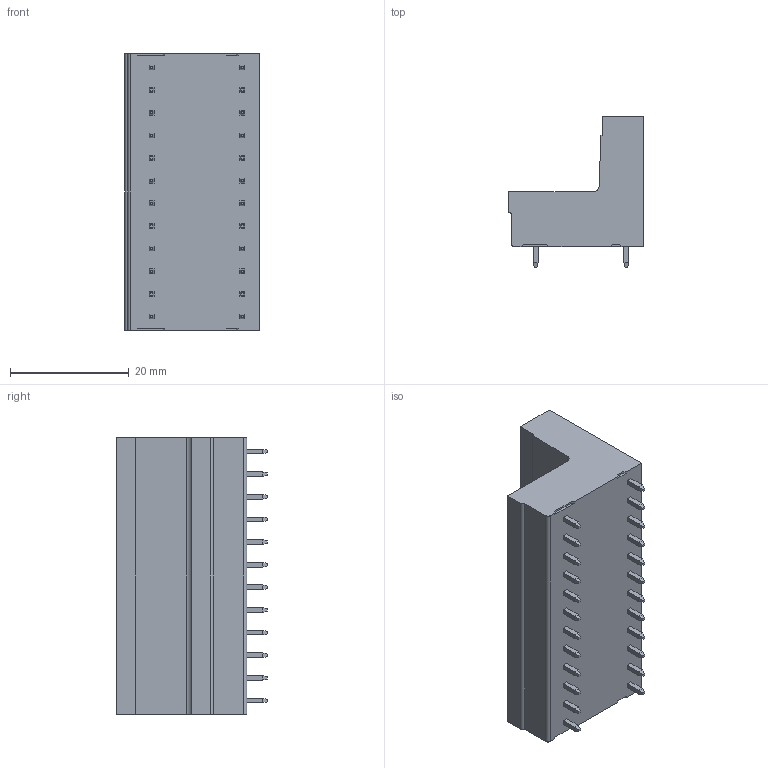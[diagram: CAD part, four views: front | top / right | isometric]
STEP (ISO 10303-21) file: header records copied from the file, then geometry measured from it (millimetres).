
FILE_DESCRIPTION((''),'2;1');
FILE_NAME('TLPHDC-105V-1','2024-09-19T09:45:52',('sheji109'),(''),'CREO PARAMETRIC BY PTC INC, 2018100','CREO PARAMETRIC BY PTC INC, 2018100','');
FILE_SCHEMA(('CONFIG_CONTROL_DESIGN'));
Length unit declared in the file: millimetre
Products named in the file (1): TLPHDC-105V-1
Bounding box: 22.7 x 25.4 x 46.51 mm (x, y, z)
Volume: 10853.7 mm3; surface area: 11217.7 mm2
Topology: 1 solids, 12 shells, 1622 faces, 4185 edges, 2672 vertices
Faces by surface type: plane 1475, cylinder 111, cone 24, sphere 12
Entity records: 48400 total; most frequent: CARTESIAN_POINT 8916, ORIENTED_EDGE 8346, DIRECTION 7632, EDGE_CURVE 4173, VECTOR 3748, LINE 3748, VERTEX_POINT 2672, AXIS2_PLACEMENT_3D 1942
